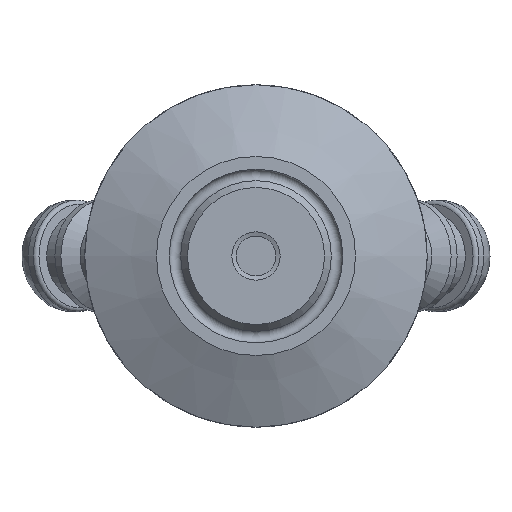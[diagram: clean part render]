
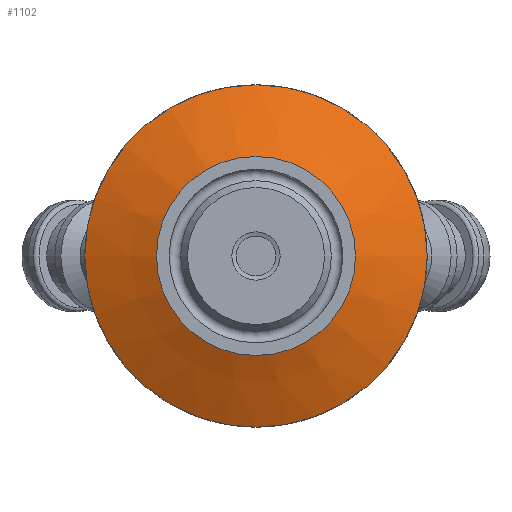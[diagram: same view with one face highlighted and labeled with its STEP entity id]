
A CAD part, front view. The second image highlights one B-rep face of the part: STEP entity #1102.
In plain terms, the highlighted conical face has half-angle 65.376 degrees and reference radius 15.792 mm.
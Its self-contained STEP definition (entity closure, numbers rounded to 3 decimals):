
#39=CONICAL_SURFACE('',#1217,15.792,1.141);
#124=LINE('',#1928,#157);
#157=VECTOR('',#1465,15.792);
#221=FACE_OUTER_BOUND('',#278,.T.);
#278=EDGE_LOOP('',(#820,#821,#822,#823,#824,#825,#826));
#365=CIRCLE('',#1214,10.083);
#366=CIRCLE('',#1215,10.083);
#367=CIRCLE('',#1216,10.083);
#368=CIRCLE('',#1218,21.5);
#369=CIRCLE('',#1219,21.5);
#482=VERTEX_POINT('',#1916);
#483=VERTEX_POINT('',#1918);
#484=VERTEX_POINT('',#1920);
#485=VERTEX_POINT('',#1924);
#486=VERTEX_POINT('',#1925);
#615=EDGE_CURVE('',#482,#483,#365,.T.);
#616=EDGE_CURVE('',#483,#484,#366,.T.);
#617=EDGE_CURVE('',#484,#482,#367,.T.);
#618=EDGE_CURVE('',#485,#486,#368,.T.);
#619=EDGE_CURVE('',#486,#485,#369,.T.);
#620=EDGE_CURVE('',#486,#484,#124,.T.);
#820=ORIENTED_EDGE('',*,*,#618,.F.);
#821=ORIENTED_EDGE('',*,*,#619,.F.);
#822=ORIENTED_EDGE('',*,*,#620,.T.);
#823=ORIENTED_EDGE('',*,*,#616,.F.);
#824=ORIENTED_EDGE('',*,*,#615,.F.);
#825=ORIENTED_EDGE('',*,*,#617,.F.);
#826=ORIENTED_EDGE('',*,*,#620,.F.);
#1102=ADVANCED_FACE('',(#221),#39,.T.);
#1214=AXIS2_PLACEMENT_3D('',#1919,#1453,#1454);
#1215=AXIS2_PLACEMENT_3D('',#1921,#1455,#1456);
#1216=AXIS2_PLACEMENT_3D('',#1922,#1457,#1458);
#1217=AXIS2_PLACEMENT_3D('',#1923,#1459,#1460);
#1218=AXIS2_PLACEMENT_3D('',#1926,#1461,#1462);
#1219=AXIS2_PLACEMENT_3D('',#1927,#1463,#1464);
#1453=DIRECTION('center_axis',(0.,-1.,0.));
#1454=DIRECTION('ref_axis',(1.,0.,0.));
#1455=DIRECTION('center_axis',(0.,-1.,0.));
#1456=DIRECTION('ref_axis',(1.,0.,0.));
#1457=DIRECTION('center_axis',(0.,-1.,0.));
#1458=DIRECTION('ref_axis',(1.,0.,0.));
#1459=DIRECTION('center_axis',(0.,1.,0.));
#1460=DIRECTION('ref_axis',(-1.,0.,0.));
#1461=DIRECTION('center_axis',(0.,1.,0.));
#1462=DIRECTION('ref_axis',(-1.,0.,0.));
#1463=DIRECTION('center_axis',(0.,1.,0.));
#1464=DIRECTION('ref_axis',(-1.,0.,0.));
#1465=DIRECTION('',(-0.909,-0.417,0.));
#1916=CARTESIAN_POINT('',(0.,9.767,10.083));
#1918=CARTESIAN_POINT('',(-10.083,9.767,0.));
#1919=CARTESIAN_POINT('Origin',(0.,9.767,0.));
#1920=CARTESIAN_POINT('',(10.083,9.767,0.));
#1921=CARTESIAN_POINT('Origin',(0.,9.767,0.));
#1922=CARTESIAN_POINT('Origin',(0.,9.767,0.));
#1923=CARTESIAN_POINT('Origin',(0.,12.384,0.));
#1924=CARTESIAN_POINT('',(-21.5,15.,0.));
#1925=CARTESIAN_POINT('',(21.5,15.,0.));
#1926=CARTESIAN_POINT('Origin',(0.,15.,0.));
#1927=CARTESIAN_POINT('Origin',(0.,15.,0.));
#1928=CARTESIAN_POINT('',(15.792,12.384,0.));
